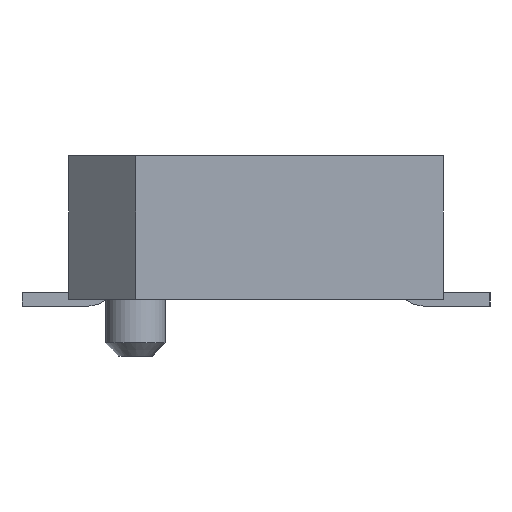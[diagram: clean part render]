
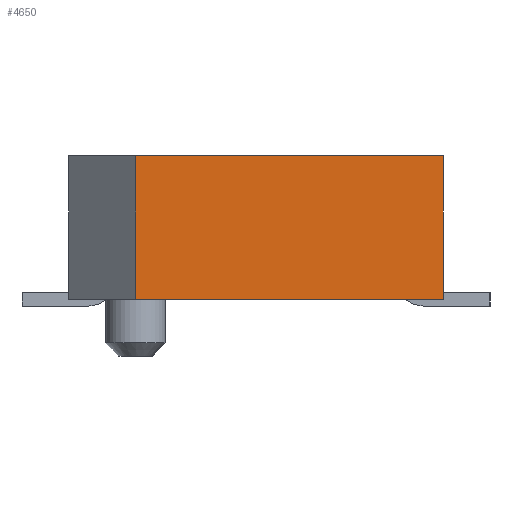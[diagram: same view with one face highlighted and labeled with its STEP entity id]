
A CAD part, left-side view. The second image highlights one B-rep face of the part: STEP entity #4650.
In plain terms, the highlighted planar face has unit normal (-1, 0, 0).
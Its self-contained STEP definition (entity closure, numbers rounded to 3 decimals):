
#116=FACE_OUTER_BOUND($,#413,.T.);
#413=EDGE_LOOP($,(#3259,#3260,#3261,#3262));
#660=LINE($,#6501,#1303);
#671=LINE($,#6534,#1314);
#687=LINE($,#6565,#1330);
#768=LINE($,#6724,#1411);
#1303=VECTOR($,#5264,4.6);
#1314=VECTOR($,#5291,4.6);
#1330=VECTOR($,#5311,2.15);
#1411=VECTOR($,#5460,2.15);
#1945=VERTEX_POINT($,#6498);
#1946=VERTEX_POINT($,#6500);
#1959=VERTEX_POINT($,#6531);
#1960=VERTEX_POINT($,#6533);
#2378=EDGE_CURVE($,#1945,#1946,#660,.T.);
#2393=EDGE_CURVE($,#1959,#1960,#671,.T.);
#2409=EDGE_CURVE($,#1945,#1960,#687,.T.);
#2490=EDGE_CURVE($,#1959,#1946,#768,.T.);
#3259=ORIENTED_EDGE($,*,*,#2490,.T.);
#3260=ORIENTED_EDGE($,*,*,#2378,.F.);
#3261=ORIENTED_EDGE($,*,*,#2409,.T.);
#3262=ORIENTED_EDGE($,*,*,#2393,.F.);
#4362=PLANE($,#5011);
#4650=ADVANCED_FACE($,(#116),#4362,.T.);
#5011=AXIS2_PLACEMENT_3D($,#6734,#5475,#5476);
#5264=DIRECTION($,(0.,1.,0.));
#5291=DIRECTION($,(0.,-1.,0.));
#5311=DIRECTION($,(0.,0.,1.));
#5460=DIRECTION($,(0.,0.,-1.));
#5475=DIRECTION('center_axis',(-1.,0.,0.));
#5476=DIRECTION('ref_axis',(0.,-1.,0.));
#6498=CARTESIAN_POINT('',(-21.3,-2.8,0.1));
#6500=CARTESIAN_POINT('',(-21.3,1.8,0.1));
#6501=CARTESIAN_POINT($,(-21.3,0.,0.1));
#6531=CARTESIAN_POINT('',(-21.3,1.8,2.25));
#6533=CARTESIAN_POINT('',(-21.3,-2.8,2.25));
#6534=CARTESIAN_POINT($,(-21.3,0.,2.25));
#6565=CARTESIAN_POINT($,(-21.3,-2.8,0.1));
#6724=CARTESIAN_POINT($,(-21.3,1.8,0.1));
#6734=CARTESIAN_POINT('Origin',(-21.3,-0.25,1.175));
